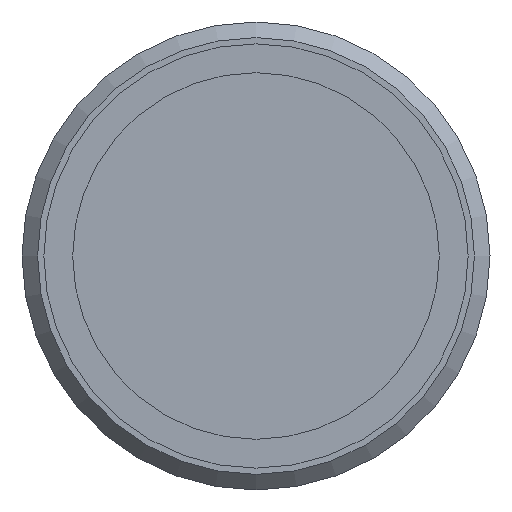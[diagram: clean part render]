
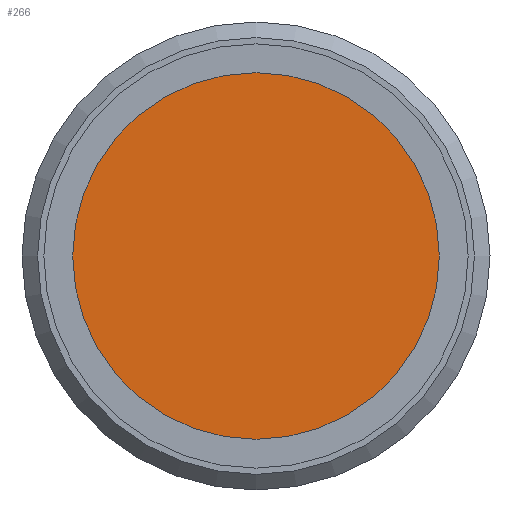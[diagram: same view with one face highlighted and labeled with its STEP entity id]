
A CAD part, left-side view. The second image highlights one B-rep face of the part: STEP entity #266.
In plain terms, the highlighted planar face has unit normal (-1, 0, 0).
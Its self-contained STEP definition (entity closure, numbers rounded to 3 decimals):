
#266 = ADVANCED_FACE( '', ( #417 ), #418, .F. );
#417 = FACE_OUTER_BOUND( '', #617, .T. );
#418 = PLANE( '', #618 );
#617 = EDGE_LOOP( '', ( #949 ) );
#618 = AXIS2_PLACEMENT_3D( '', #950, #951, #952 );
#949 = ORIENTED_EDGE( '', *, *, #1138, .F. );
#950 = CARTESIAN_POINT( '', ( 0.01, 0., 0. ) );
#951 = DIRECTION( '', ( 1., 0., 0. ) );
#952 = DIRECTION( '', ( 0., 0., -1. ) );
#1138 = EDGE_CURVE( '', #1285, #1285, #1286, .T. );
#1285 = VERTEX_POINT( '', #1492 );
#1286 = CIRCLE( '', #1493, 11.75 );
#1492 = CARTESIAN_POINT( '', ( 0.01, -11.75, 0. ) );
#1493 = AXIS2_PLACEMENT_3D( '', #1667, #1668, #1669 );
#1667 = CARTESIAN_POINT( '', ( 0.01, 0., 0. ) );
#1668 = DIRECTION( '', ( 1., 0., 0. ) );
#1669 = DIRECTION( '', ( 0., -1., 0. ) );
